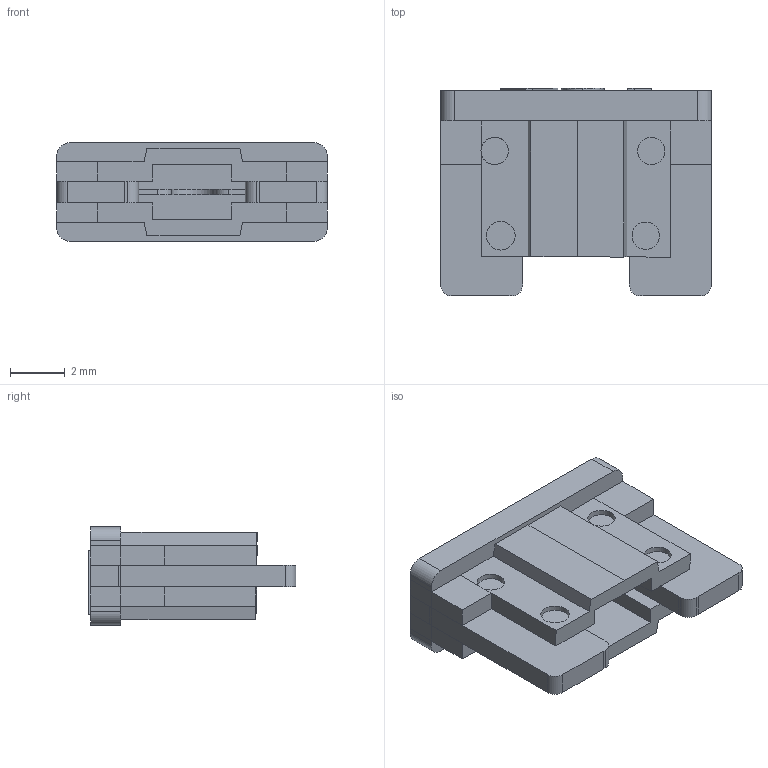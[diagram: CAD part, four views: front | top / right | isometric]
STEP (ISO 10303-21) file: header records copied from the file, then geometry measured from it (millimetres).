
FILE_DESCRIPTION(('FreeCAD Model'),'2;1');
FILE_NAME('Open CASCADE Shape Model','2021-11-24T19:53:47',('Walter'),( ''),'Open CASCADE STEP processor 7.4','FreeCAD','Unknown');
FILE_SCHEMA(('AUTOMOTIVE_DESIGN { 1 0 10303 214 1 1 1 1 }'));
Length unit declared in the file: millimetre
Products named in the file (5): Unbenannt; Faden; Kontakte001; Fillet; Extrude013
Assembly tree (4 placements, depth 2):
  Unbenannt
    Faden
    Kontakte001
    Fillet
    Extrude013
Bounding box: 9.9 x 7.6 x 3.6 mm (x, y, z)
Volume: 125.6 mm3; surface area: 434.5 mm2
Topology: 7 solids, 7 shells, 192 faces, 493 edges, 322 vertices
Faces by surface type: plane 145, cylinder 26, extrusion 21
Full cylindrical faces by diameter (mm): 0.6 x2, 0.8 x2, 1 x6, 1.048 x2
Entity records: 12271 total; most frequent: CARTESIAN_POINT 2464, DIRECTION 1666, VECTOR 1172, LINE 1151, ORIENTED_EDGE 986, PCURVE 986, DEFINITIONAL_REPRESENTATION 986, EDGE_CURVE 493
